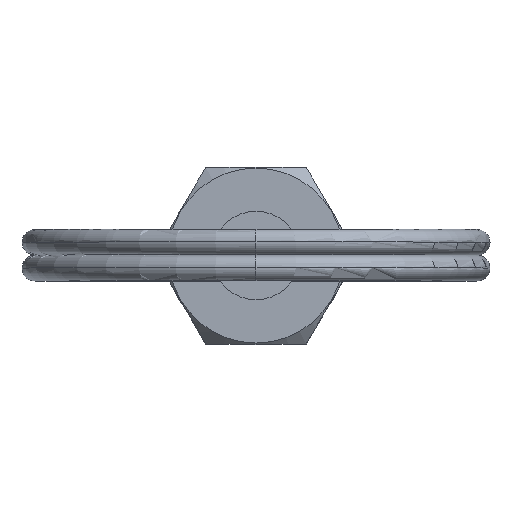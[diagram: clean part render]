
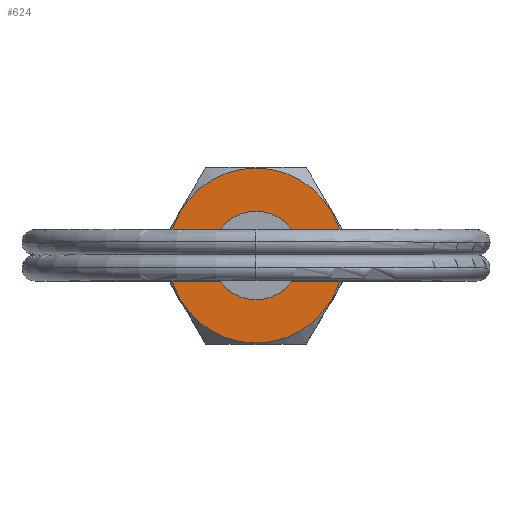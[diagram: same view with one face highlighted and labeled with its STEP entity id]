
A CAD part, top view. The second image highlights one B-rep face of the part: STEP entity #624.
In plain terms, the highlighted planar face has unit normal (0, 0, 1).
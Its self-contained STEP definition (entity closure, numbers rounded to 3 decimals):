
#276=EDGE_CURVE('',#506,#434,#781,.T.);
#434=VERTEX_POINT('',#959);
#490=EDGE_CURVE('',#434,#506,#1021,.T.);
#500=VERTEX_POINT('',#1032);
#506=VERTEX_POINT('',#1038);
#542=VERTEX_POINT('',#1077);
#624=ADVANCED_FACE('',(#1168,#1169),#1170,.T.);
#640=EDGE_CURVE('',#500,#542,#1189,.T.);
#690=EDGE_CURVE('',#542,#500,#1245,.T.);
#781=CIRCLE('',#1336,2.);
#959=CARTESIAN_POINT('',(-2.,0.,9.0));
#1021=CIRCLE('',#1780,2.);
#1032=CARTESIAN_POINT('',(-5.934,0.,9.0));
#1038=CARTESIAN_POINT('',(2.,0.,9.0));
#1077=CARTESIAN_POINT('',(5.934,0.,9.0));
#1168=FACE_OUTER_BOUND('',#2007,.T.);
#1169=FACE_BOUND('',#2008,.T.);
#1170=PLANE('',#2009);
#1189=CIRCLE('',#2050,5.934);
#1245=CIRCLE('',#2175,5.934);
#1336=AXIS2_PLACEMENT_3D('',#2311,#2312,#2313);
#1780=AXIS2_PLACEMENT_3D('',#2599,#2600,#2601);
#2007=EDGE_LOOP('',(#2769,#2770));
#2008=EDGE_LOOP('',(#2771,#2772));
#2009=AXIS2_PLACEMENT_3D('',#2773,#2774,#2775);
#2050=AXIS2_PLACEMENT_3D('',#2802,#2803,#2804);
#2175=AXIS2_PLACEMENT_3D('',#2865,#2866,#2867);
#2311=CARTESIAN_POINT('',(0.,0.,9.0));
#2312=DIRECTION('',(0.0,0.0,-1.0));
#2313=DIRECTION('',(1.0,0.,0.0));
#2599=CARTESIAN_POINT('',(0.,0.,9.0));
#2600=DIRECTION('',(0.0,0.0,-1.0));
#2601=DIRECTION('',(1.0,0.,0.0));
#2769=ORIENTED_EDGE('',*,*,#690,.F.);
#2770=ORIENTED_EDGE('',*,*,#640,.F.);
#2771=ORIENTED_EDGE('',*,*,#276,.T.);
#2772=ORIENTED_EDGE('',*,*,#490,.T.);
#2773=CARTESIAN_POINT('',(3.967,0.,9.0));
#2774=DIRECTION('',(0.0,0.0,1.0));
#2775=DIRECTION('',(-1.0,0.,0.0));
#2802=CARTESIAN_POINT('',(0.,0.,9.0));
#2803=DIRECTION('',(0.0,0.0,-1.0));
#2804=DIRECTION('',(1.0,0.,0.0));
#2865=CARTESIAN_POINT('',(0.,0.,9.0));
#2866=DIRECTION('',(0.0,0.0,-1.0));
#2867=DIRECTION('',(1.0,0.,0.0));
